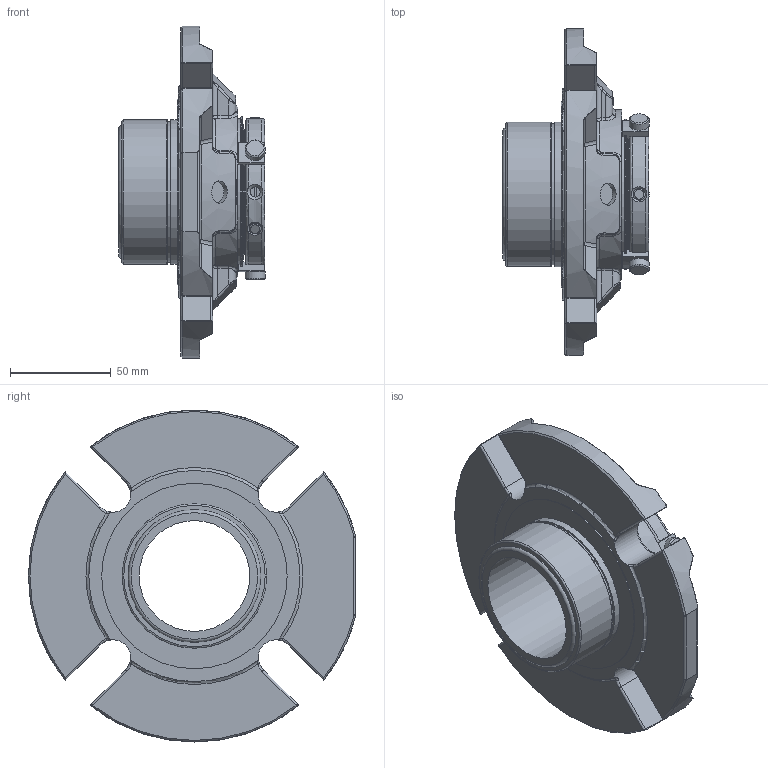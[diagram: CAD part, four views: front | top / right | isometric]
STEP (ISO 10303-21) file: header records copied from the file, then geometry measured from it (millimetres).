
FILE_DESCRIPTION(/* description */ ('Unknown'),/* implementation_level */ '2;1');
FILE_NAME(/* name */ '55mm',/* time_stamp */ '2023-02-14T11:27:10+00:00',/* author */ ('Unknown'),/* organization */ ('Unknown'),/* preprocessor_version */ 'ST-DEVELOPER v16.7',/* originating_system */ 'Solid Edge',/* authorisation */ 'Unknown');
FILE_SCHEMA (('AUTOMOTIVE_DESIGN {1 0 10303 214 3 1 1}'));
Length unit declared in the file: millimetre
Products named in the file (1): 55mm
Bounding box: 72.74 x 162.42 x 164.85 mm (x, y, z)
Volume: 367639.5 mm3; surface area: 74708.7 mm2
Topology: 1 solids, 1 shells, 633 faces, 1607 edges, 1008 vertices
Faces by surface type: plane 218, cylinder 161, bspline 107, torus 84, sphere 32, cone 31
Full cylindrical faces by diameter (mm): 3.761 x1, 5 x2, 6 x6, 10 x3, 10.998 x3, 54.991 x1, 57.125 x1, 62.484 x1, 65.913 x1, 69.952 x1, 71.704 x1, 71.755 x1, 72.974 x1, 74.498 x1, 92.075 x1
Entity records: 26318 total; most frequent: CARTESIAN_POINT 7862, ORIENTED_EDGE 3040, DIRECTION 2687, EDGE_CURVE 1520, AXIS2_PLACEMENT_3D 1078, VERTEX_POINT 973, EDGE_LOOP 731, FACE_BOUND 731
